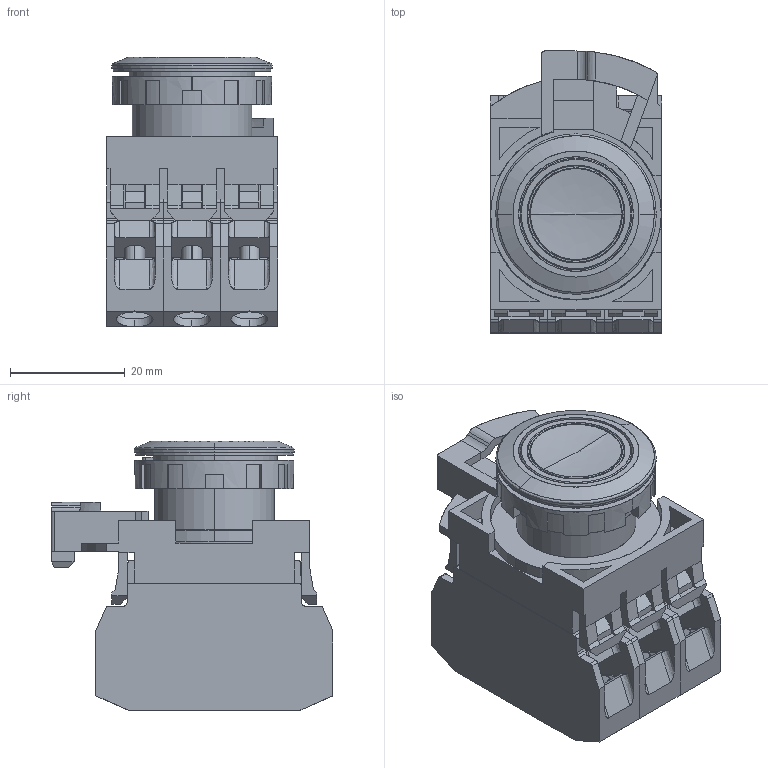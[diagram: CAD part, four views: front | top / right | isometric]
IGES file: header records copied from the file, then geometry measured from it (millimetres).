
Start section: SolidWorks IGES file using analytic representation for surfaces
Global section: file name: 13_CW[1][4]B-A1Exx$.IGS; native system: SolidWorks 2019; preprocessor: SolidWorks 2019; author: 1003660; date: 200923.110055; units: millimetre
Bounding box: 30 x 49.2 x 47.1 mm (x, y, z)
Surface area: 24892.5 mm2 (no closed solid volume)
Topology: 0 solids, 0 shells, 972 faces, 9916 edges, 9914 vertices
Faces by surface type: bspline 682, revolution 290
